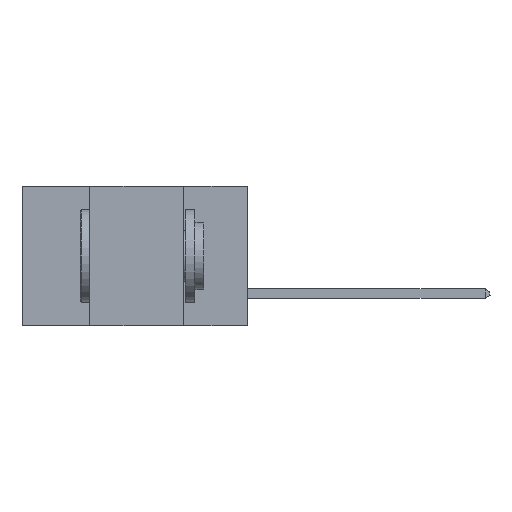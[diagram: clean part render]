
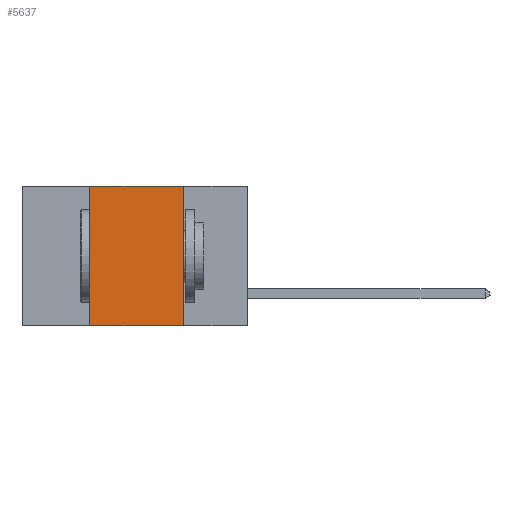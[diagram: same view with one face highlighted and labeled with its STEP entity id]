
A CAD part, left-side view. The second image highlights one B-rep face of the part: STEP entity #5637.
In plain terms, the highlighted planar face has unit normal (-1, 0, 0).
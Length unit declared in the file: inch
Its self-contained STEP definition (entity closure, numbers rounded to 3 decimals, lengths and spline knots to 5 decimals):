
#7 = EDGE_LOOP ( 'NONE', ( #22900, #96, #5324, #5316 ) ) ;
#96 = ORIENTED_EDGE ( 'NONE', *, *, #1880, .F. ) ;
#1044 = CARTESIAN_POINT ( 'NONE',  ( 0., 0.17, -0.37 ) ) ;
#1880 = EDGE_CURVE ( 'NONE', #11188, #5540, #3808, .T. ) ;
#1987 = DIRECTION ( 'NONE',  ( 0., -1., 0. ) ) ;
#2692 = VECTOR ( 'NONE', #24606, 39.37008 ) ;
#2775 = CARTESIAN_POINT ( 'NONE',  ( 0., 0.6, 0. ) ) ;
#3070 = VECTOR ( 'NONE', #23423, 39.37008 ) ;
#3691 = DIRECTION ( 'NONE',  ( 1., 0., 0. ) ) ;
#3808 = LINE ( 'NONE', #2775, #23433 ) ;
#4862 = LINE ( 'NONE', #13965, #3070 ) ;
#5316 = ORIENTED_EDGE ( 'NONE', *, *, #8427, .T. ) ;
#5324 = ORIENTED_EDGE ( 'NONE', *, *, #11906, .F. ) ;
#5528 = CARTESIAN_POINT ( 'NONE',  ( 0., 0.6, 0. ) ) ;
#5540 = VERTEX_POINT ( 'NONE', #12590 ) ;
#5637 = ADVANCED_FACE ( 'NONE', ( #8748 ), #11329, .F. ) ;
#7194 = EDGE_CURVE ( 'NONE', #5540, #21360, #17891, .T. ) ;
#7810 = AXIS2_PLACEMENT_3D ( 'NONE', #5528, #3691, #24400 ) ;
#8427 = EDGE_CURVE ( 'NONE', #10482, #21360, #17827, .T. ) ;
#8748 = FACE_OUTER_BOUND ( 'NONE', #7, .T. ) ;
#9289 = CARTESIAN_POINT ( 'NONE',  ( 0., 0.42, -0.37 ) ) ;
#9320 = CARTESIAN_POINT ( 'NONE',  ( 0., 0.17, 0. ) ) ;
#10482 = VERTEX_POINT ( 'NONE', #9289 ) ;
#10663 = DIRECTION ( 'NONE',  ( 0., -1., 0. ) ) ;
#11188 = VERTEX_POINT ( 'NONE', #16777 ) ;
#11329 = PLANE ( 'NONE',  #7810 ) ;
#11906 = EDGE_CURVE ( 'NONE', #10482, #11188, #4862, .T. ) ;
#12135 = VECTOR ( 'NONE', #1987, 39.37008 ) ;
#12590 = CARTESIAN_POINT ( 'NONE',  ( 0., 0.17, 0. ) ) ;
#13965 = CARTESIAN_POINT ( 'NONE',  ( 0., 0.42, 0. ) ) ;
#16777 = CARTESIAN_POINT ( 'NONE',  ( 0., 0.42, 0. ) ) ;
#17827 = LINE ( 'NONE', #23165, #12135 ) ;
#17891 = LINE ( 'NONE', #9320, #2692 ) ;
#21360 = VERTEX_POINT ( 'NONE', #1044 ) ;
#22900 = ORIENTED_EDGE ( 'NONE', *, *, #7194, .F. ) ;
#23165 = CARTESIAN_POINT ( 'NONE',  ( 0., 0.6, -0.37 ) ) ;
#23423 = DIRECTION ( 'NONE',  ( 0., 0., 1. ) ) ;
#23433 = VECTOR ( 'NONE', #10663, 39.37008 ) ;
#24400 = DIRECTION ( 'NONE',  ( 0., 0., -1. ) ) ;
#24606 = DIRECTION ( 'NONE',  ( 0., 0., -1. ) ) ;
